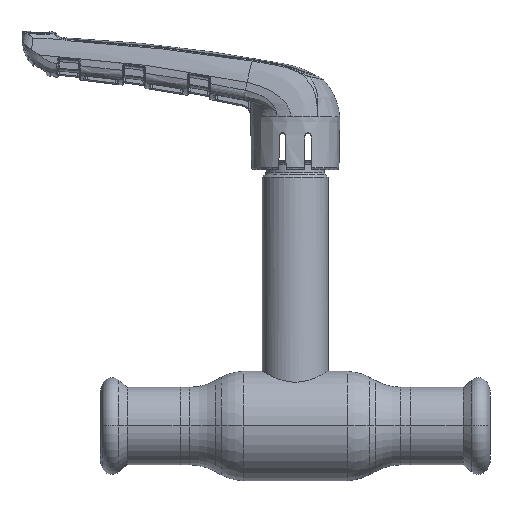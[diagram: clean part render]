
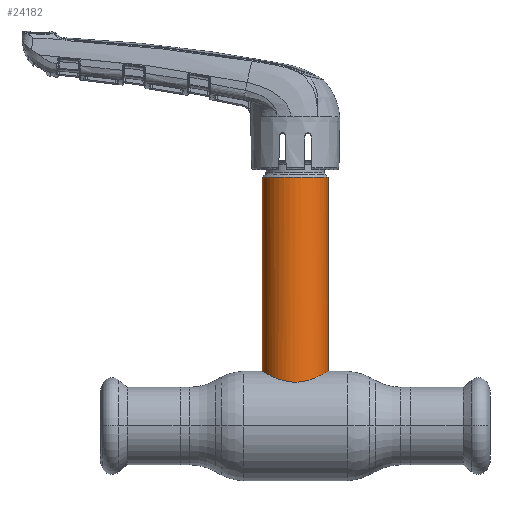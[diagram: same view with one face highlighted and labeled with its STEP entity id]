
A CAD part, top view. The second image highlights one B-rep face of the part: STEP entity #24182.
In plain terms, the highlighted cylindrical face has radius 9 mm (diameter 18 mm), a partial arc.
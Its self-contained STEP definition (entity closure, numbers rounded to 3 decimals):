
#239 = CARTESIAN_POINT ( 'NONE',  ( 7.296, 14.043, 5.277 ) ) ;
#2546 = VECTOR ( 'NONE', #9819, 1000. ) ;
#3441 = CARTESIAN_POINT ( 'NONE',  ( -9., 15., 0.611 ) ) ;
#4308 = CARTESIAN_POINT ( 'NONE',  ( -0.308, 12., 9. ) ) ;
#4739 = CARTESIAN_POINT ( 'NONE',  ( 9., 0., 0. ) ) ;
#4930 = CARTESIAN_POINT ( 'NONE',  ( 9., 15., 0. ) ) ;
#6244 = CARTESIAN_POINT ( 'NONE',  ( 8.923, 14.954, 1.21 ) ) ;
#7151 = ORIENTED_EDGE ( 'NONE', *, *, #9726, .T. ) ;
#9252 = CARTESIAN_POINT ( 'NONE',  ( 2.378, 12.23, 8.685 ) ) ;
#9468 = CARTESIAN_POINT ( 'NONE',  ( -4.037, 12.65, 8.065 ) ) ;
#9678 = CARTESIAN_POINT ( 'NONE',  ( -6.758, 13.768, 5.971 ) ) ;
#9726 = EDGE_CURVE ( 'NONE', #42254, #47020, #12531, .T. ) ;
#9819 = DIRECTION ( 'NONE',  ( 0., -1., 0. ) ) ;
#9887 = CARTESIAN_POINT ( 'NONE',  ( -8.519, 14.715, 2.961 ) ) ;
#10112 = CARTESIAN_POINT ( 'NONE',  ( -2.387, 12.221, 8.698 ) ) ;
#12531 = LINE ( 'NONE', #43979, #2546 ) ;
#13853 = DIRECTION ( 'NONE',  ( 0., -1., 0. ) ) ;
#14177 = CARTESIAN_POINT ( 'NONE',  ( -8.7, 14.821, 2.382 ) ) ;
#14396 = CARTESIAN_POINT ( 'NONE',  ( -8.938, 14.963, 1.209 ) ) ;
#14596 = CARTESIAN_POINT ( 'NONE',  ( 4.026, 12.655, 8.055 ) ) ;
#14729 = DIRECTION ( 'NONE',  ( 0., -1., 0. ) ) ;
#18849 = CARTESIAN_POINT ( 'NONE',  ( 7.124, 13.954, 5.508 ) ) ;
#19905 = CARTESIAN_POINT ( 'NONE',  ( 8.509, 14.711, 2.947 ) ) ;
#20325 = CARTESIAN_POINT ( 'NONE',  ( 8.759, 14.857, 2.09 ) ) ;
#20768 = CARTESIAN_POINT ( 'NONE',  ( 8.984, 14.991, 0.611 ) ) ;
#22708 = CARTESIAN_POINT ( 'NONE',  ( -9., 15., 0. ) ) ;
#23779 = CARTESIAN_POINT ( 'NONE',  ( -5.937, 13.387, 6.77 ) ) ;
#23990 = CARTESIAN_POINT ( 'NONE',  ( -1.509, 12.091, 8.878 ) ) ;
#24182 = ADVANCED_FACE ( 'NONE', ( #41985 ), #55743, .T. ) ;
#24600 = CARTESIAN_POINT ( 'NONE',  ( 0.606, 12., 9. ) ) ;
#25668 = CARTESIAN_POINT ( 'NONE',  ( 9., 15., 0.305 ) ) ;
#25709 = CARTESIAN_POINT ( 'NONE',  ( -9., 15., 0. ) ) ;
#27099 = VERTEX_POINT ( 'NONE', #4930 ) ;
#28156 = ORIENTED_EDGE ( 'NONE', *, *, #60853, .F. ) ;
#28876 = CARTESIAN_POINT ( 'NONE',  ( 3.763, 12.574, 8.181 ) ) ;
#29298 = CARTESIAN_POINT ( 'NONE',  ( -4.543, 12.824, 7.791 ) ) ;
#29513 = CARTESIAN_POINT ( 'NONE',  ( 5.948, 13.389, 6.778 ) ) ;
#29733 = CARTESIAN_POINT ( 'NONE',  ( 8.406, 14.651, 3.229 ) ) ;
#31960 = CARTESIAN_POINT ( 'NONE',  ( 9., 68.119, 0. ) ) ;
#32175 = VERTEX_POINT ( 'NONE', #31960 ) ;
#32860 = DIRECTION ( 'NONE',  ( -1., 0., 0. ) ) ;
#33607 = CARTESIAN_POINT ( 'NONE',  ( 1.205, 12.046, 8.939 ) ) ;
#33811 = CARTESIAN_POINT ( 'NONE',  ( 6.756, 13.77, 5.953 ) ) ;
#34029 = CARTESIAN_POINT ( 'NONE',  ( 2.086, 12.176, 8.76 ) ) ;
#35526 = CIRCLE ( 'NONE', #59251, 9. ) ;
#35742 = EDGE_CURVE ( 'NONE', #32175, #42254, #35526, .T. ) ;
#36559 = B_SPLINE_CURVE_WITH_KNOTS ( 'NONE', 3,
 ( #22708, #3441, #14396, #14177, #9887, #38734, #62829, #48104, #9678, #44042, #23779, #48945, #58546, #29298, #9468, #53878, #10112, #23990, #63243, #43831, #4308, #24600, #33607, #34029, #9252, #63030, #58756, #28876, #14596, #48748, #43421, #53663, #29513, #48328, #33811, #18849, #239, #53039, #57916, #29733, #19905, #54959, #20325, #39561, #6244, #20768, #25668, #59836 ),
 .UNSPECIFIED., .F., .F.,
 ( 4, 2, 2, 2, 2, 2, 2, 2, 2, 2, 2, 2, 2, 2, 2, 2, 2, 2, 2, 2, 2, 2, 2, 4 ),
 ( 0., 0.002, 0.004, 0.005, 0.007, 0.008, 0.009, 0.011, 0.013, 0.014, 0.014, 0.016, 0.017, 0.018, 0.019, 0.02, 0.022, 0.023, 0.023, 0.025, 0.026, 0.027, 0.028, 0.029 ),
 .UNSPECIFIED. ) ;
#37793 = AXIS2_PLACEMENT_3D ( 'NONE', #62721, #13853, #32860 ) ;
#38734 = CARTESIAN_POINT ( 'NONE',  ( -8.06, 14.454, 4.048 ) ) ;
#39561 = CARTESIAN_POINT ( 'NONE',  ( 8.878, 14.927, 1.506 ) ) ;
#41985 = FACE_OUTER_BOUND ( 'NONE', #60820, .T. ) ;
#42254 = VERTEX_POINT ( 'NONE', #51203 ) ;
#43421 = CARTESIAN_POINT ( 'NONE',  ( 4.789, 12.918, 7.626 ) ) ;
#43831 = CARTESIAN_POINT ( 'NONE',  ( -0.613, 12.012, 8.984 ) ) ;
#43979 = CARTESIAN_POINT ( 'NONE',  ( -9., 0., 0. ) ) ;
#44042 = CARTESIAN_POINT ( 'NONE',  ( -6.15, 13.483, 6.577 ) ) ;
#44690 = EDGE_CURVE ( 'NONE', #47020, #27099, #36559, .T. ) ;
#47020 = VERTEX_POINT ( 'NONE', #25709 ) ;
#48104 = CARTESIAN_POINT ( 'NONE',  ( -7.126, 13.954, 5.528 ) ) ;
#48328 = CARTESIAN_POINT ( 'NONE',  ( 6.56, 13.675, 6.169 ) ) ;
#48531 = DIRECTION ( 'NONE',  ( 0., -1., 0. ) ) ;
#48748 = CARTESIAN_POINT ( 'NONE',  ( 4.539, 12.827, 7.777 ) ) ;
#48945 = CARTESIAN_POINT ( 'NONE',  ( -5.492, 13.196, 7.136 ) ) ;
#49025 = ORIENTED_EDGE ( 'NONE', *, *, #35742, .T. ) ;
#51203 = CARTESIAN_POINT ( 'NONE',  ( -9., 68.119, 0. ) ) ;
#52180 = ORIENTED_EDGE ( 'NONE', *, *, #44690, .T. ) ;
#53039 = CARTESIAN_POINT ( 'NONE',  ( 7.781, 14.299, 4.56 ) ) ;
#53663 = CARTESIAN_POINT ( 'NONE',  ( 5.507, 13.196, 7.142 ) ) ;
#53794 = DIRECTION ( 'NONE',  ( -1., 0., 0. ) ) ;
#53878 = CARTESIAN_POINT ( 'NONE',  ( -2.963, 12.35, 8.518 ) ) ;
#54462 = LINE ( 'NONE', #4739, #56029 ) ;
#54959 = CARTESIAN_POINT ( 'NONE',  ( 8.685, 14.813, 2.378 ) ) ;
#55743 = CYLINDRICAL_SURFACE ( 'NONE', #37793, 9. ) ;
#56029 = VECTOR ( 'NONE', #48531, 1000. ) ;
#57916 = CARTESIAN_POINT ( 'NONE',  ( 8.059, 14.454, 4.05 ) ) ;
#58546 = CARTESIAN_POINT ( 'NONE',  ( -5.259, 13.1, 7.309 ) ) ;
#58756 = CARTESIAN_POINT ( 'NONE',  ( 3.223, 12.423, 8.408 ) ) ;
#59251 = AXIS2_PLACEMENT_3D ( 'NONE', #63370, #14729, #53794 ) ;
#59836 = CARTESIAN_POINT ( 'NONE',  ( 9., 15., 0. ) ) ;
#60820 = EDGE_LOOP ( 'NONE', ( #28156, #49025, #7151, #52180 ) ) ;
#60853 = EDGE_CURVE ( 'NONE', #32175, #27099, #54462, .T. ) ;
#62721 = CARTESIAN_POINT ( 'NONE',  ( 0., 0., 0. ) ) ;
#62829 = CARTESIAN_POINT ( 'NONE',  ( -7.781, 14.299, 4.56 ) ) ;
#63030 = CARTESIAN_POINT ( 'NONE',  ( 2.947, 12.353, 8.509 ) ) ;
#63243 = CARTESIAN_POINT ( 'NONE',  ( -1.213, 12.057, 8.923 ) ) ;
#63370 = CARTESIAN_POINT ( 'NONE',  ( 0., 68.119, 0. ) ) ;
